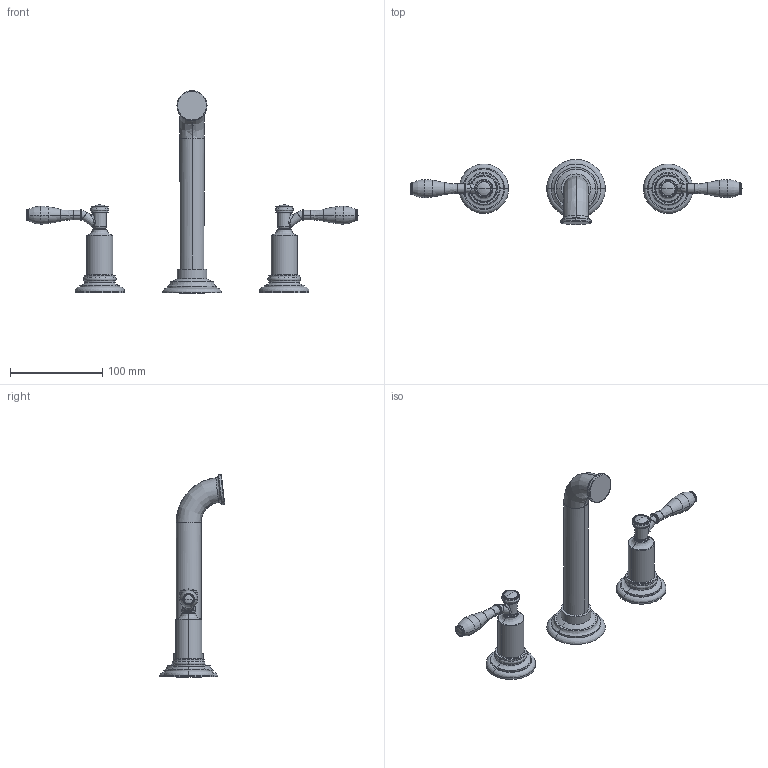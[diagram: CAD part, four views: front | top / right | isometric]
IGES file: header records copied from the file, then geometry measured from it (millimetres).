
Start section:  PTC IGES file: 3-2551_sw0001.igs
Global section: file name: 3-2551_sw0001.igs; native system: Creo Parametric by PTC Inc.; preprocessor: 2018400; author: rsmith; organization: Unknown; date: 20201125.111746; units: inch
Bounding box: 360.02 x 70.88 x 219.75 mm (x, y, z)
Surface area: 57649.2 mm2 (no closed solid volume)
Topology: 0 solids, 0 shells, 207 faces, 836 edges, 828 vertices
Faces by surface type: revolution 168, bspline 39
